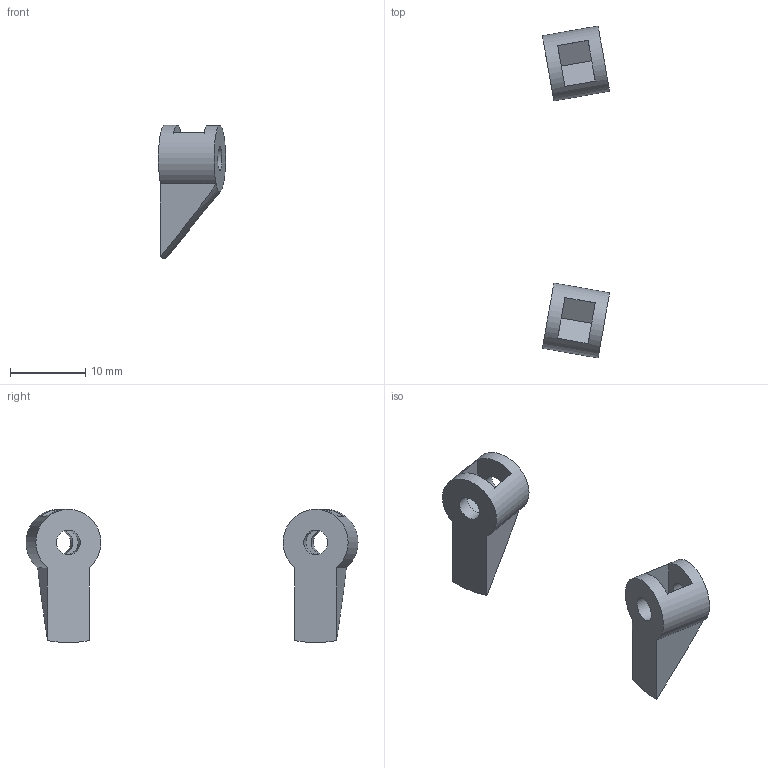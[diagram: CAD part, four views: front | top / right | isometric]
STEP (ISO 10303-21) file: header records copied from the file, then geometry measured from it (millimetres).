
FILE_DESCRIPTION(('FreeCAD Model'),'2;1');
FILE_NAME('Open CASCADE Shape Model','2021-05-18T09:16:52',('Author'),( ''),'Open CASCADE STEP processor 7.4','FreeCAD','Unknown');
FILE_SCHEMA(('AUTOMOTIVE_DESIGN { 1 0 10303 214 1 1 1 1 }'));
Length unit declared in the file: millimetre
Products named in the file (1): Fusion002
Bounding box: 8.91 x 44.07 x 17.68 mm (x, y, z)
Volume: 951.7 mm3; surface area: 1182.5 mm2
Topology: 2 solids, 2 shells, 28 faces, 66 edges, 44 vertices
Faces by surface type: plane 20, cylinder 6, cone 2
Full cylindrical faces by diameter (mm): 3.25 x4
Entity records: 1729 total; most frequent: CARTESIAN_POINT 391, DIRECTION 232, ORIENTED_EDGE 132, PCURVE 132, DEFINITIONAL_REPRESENTATION 132, LINE 98, VECTOR 98, EDGE_CURVE 66
